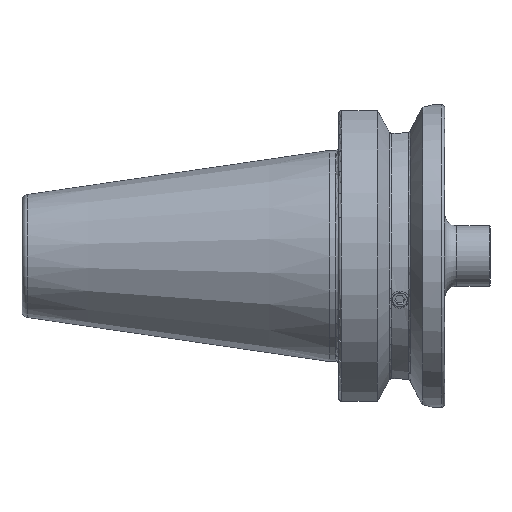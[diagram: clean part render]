
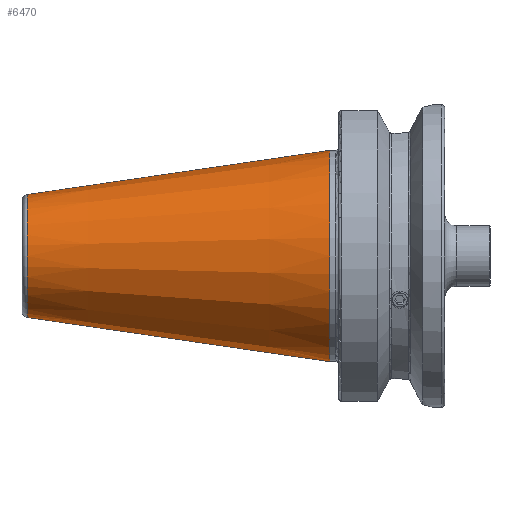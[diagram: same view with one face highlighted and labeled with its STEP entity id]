
A CAD part, front view. The second image highlights one B-rep face of the part: STEP entity #6470.
In plain terms, the highlighted conical face has half-angle 8.297 degrees and reference radius 34.925 mm.
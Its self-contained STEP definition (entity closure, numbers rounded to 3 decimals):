
#50 = VERTEX_POINT ( 'NONE', #6708 ) ;
#551 = VERTEX_POINT ( 'NONE', #5307 ) ;
#739 = ORIENTED_EDGE ( 'NONE', *, *, #4167, .T. ) ;
#901 = LINE ( 'NONE', #2234, #2215 ) ;
#1099 = CIRCLE ( 'NONE', #7198, 34.925 ) ;
#1419 = VECTOR ( 'NONE', #4177, 1000. ) ;
#1605 = LINE ( 'NONE', #3622, #1419 ) ;
#1932 = DIRECTION ( 'NONE',  ( -1., 0., 0. ) ) ;
#2215 = VECTOR ( 'NONE', #6124, 1000. ) ;
#2234 = CARTESIAN_POINT ( 'NONE',  ( 0., 0., -34.925 ) ) ;
#2239 = VERTEX_POINT ( 'NONE', #2916 ) ;
#2391 = AXIS2_PLACEMENT_3D ( 'NONE', #3175, #7098, #3709 ) ;
#2916 = CARTESIAN_POINT ( 'NONE',  ( 0., 0., -34.925 ) ) ;
#3074 = CIRCLE ( 'NONE', #2391, 20.329 ) ;
#3175 = CARTESIAN_POINT ( 'NONE',  ( -100.089, 0., 0. ) ) ;
#3186 = DIRECTION ( 'NONE',  ( 1., 0., 0. ) ) ;
#3523 = CARTESIAN_POINT ( 'NONE',  ( 0., 0., 34.925 ) ) ;
#3622 = CARTESIAN_POINT ( 'NONE',  ( 0., 0., 34.925 ) ) ;
#3644 = EDGE_CURVE ( 'NONE', #2239, #5229, #1099, .T. ) ;
#3645 = FACE_OUTER_BOUND ( 'NONE', #6740, .T. ) ;
#3709 = DIRECTION ( 'NONE',  ( 0., 0., 1. ) ) ;
#3722 = DIRECTION ( 'NONE',  ( 0., 0., -1. ) ) ;
#4022 = EDGE_CURVE ( 'NONE', #551, #50, #3074, .T. ) ;
#4167 = EDGE_CURVE ( 'NONE', #551, #2239, #901, .T. ) ;
#4177 = DIRECTION ( 'NONE',  ( 0.99, 0., 0.144 ) ) ;
#4386 = ORIENTED_EDGE ( 'NONE', *, *, #4940, .F. ) ;
#4561 = AXIS2_PLACEMENT_3D ( 'NONE', #6541, #3186, #3722 ) ;
#4940 = EDGE_CURVE ( 'NONE', #50, #5229, #1605, .T. ) ;
#5229 = VERTEX_POINT ( 'NONE', #3523 ) ;
#5263 = CARTESIAN_POINT ( 'NONE',  ( 0., 0., 0. ) ) ;
#5307 = CARTESIAN_POINT ( 'NONE',  ( -100.089, 0., -20.329 ) ) ;
#5818 = DIRECTION ( 'NONE',  ( 0., 0., 1. ) ) ;
#6124 = DIRECTION ( 'NONE',  ( 0.99, 0., -0.144 ) ) ;
#6236 = ORIENTED_EDGE ( 'NONE', *, *, #3644, .T. ) ;
#6470 = ADVANCED_FACE ( 'NONE', ( #3645 ), #6469, .T. ) ;
#6469 = CONICAL_SURFACE ( 'NONE', #4561, 34.925, 0.145 ) ;
#6541 = CARTESIAN_POINT ( 'NONE',  ( 0., 0., 0. ) ) ;
#6708 = CARTESIAN_POINT ( 'NONE',  ( -100.089, 0., 20.329 ) ) ;
#6740 = EDGE_LOOP ( 'NONE', ( #4386, #7081, #739, #6236 ) ) ;
#7081 = ORIENTED_EDGE ( 'NONE', *, *, #4022, .F. ) ;
#7098 = DIRECTION ( 'NONE',  ( -1., 0., 0. ) ) ;
#7198 = AXIS2_PLACEMENT_3D ( 'NONE', #5263, #1932, #5818 ) ;
